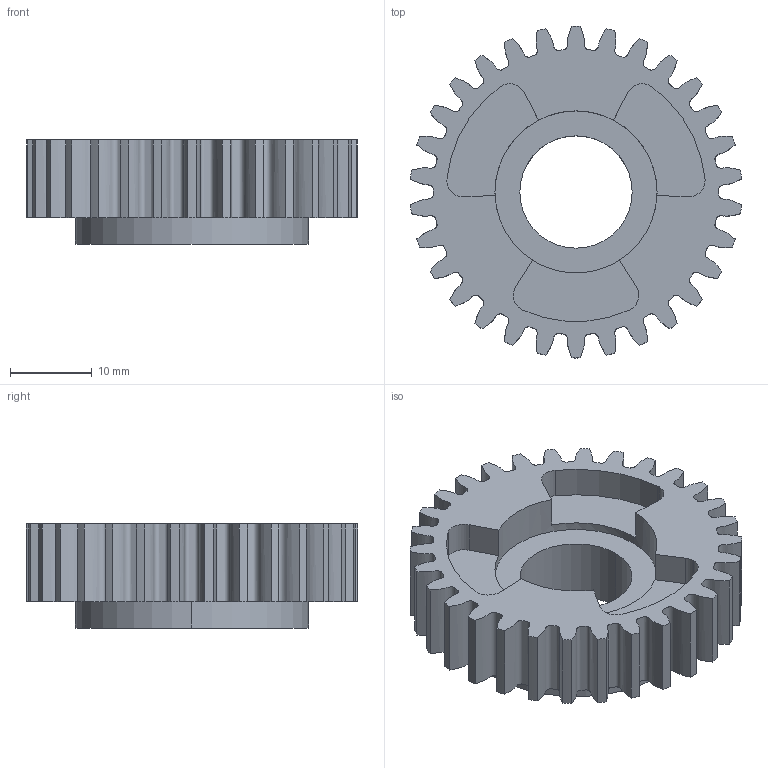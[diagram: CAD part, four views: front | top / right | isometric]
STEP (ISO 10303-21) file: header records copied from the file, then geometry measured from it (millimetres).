
FILE_DESCRIPTION (( 'STEP AP214' ), '1' );
FILE_NAME ('WCP-0091 Rev1.STEP', '2019-01-30T09:49:48', ( '' ), ( '' ), 'SwSTEP 2.0', 'SolidWorks 2018', '' );
FILE_SCHEMA (( 'AUTOMOTIVE_DESIGN' ));
Length unit declared in the file: inch
Products named in the file (1): WCP-0091 Rev1
Bounding box: 40.52 x 40.64 x 12.75 mm (x, y, z)
Volume: 9466.4 mm3; surface area: 6928.2 mm2
Topology: 2 solids, 2 shells, 99 faces, 276 edges, 184 vertices
Faces by surface type: cylinder 53, bspline 30, plane 16
Entity records: 14297 total; most frequent: CARTESIAN_POINT 11630, ORIENTED_EDGE 552, DIRECTION 468, EDGE_CURVE 276, VERTEX_POINT 184, AXIS2_PLACEMENT_3D 182, CIRCLE 112, EDGE_LOOP 106
